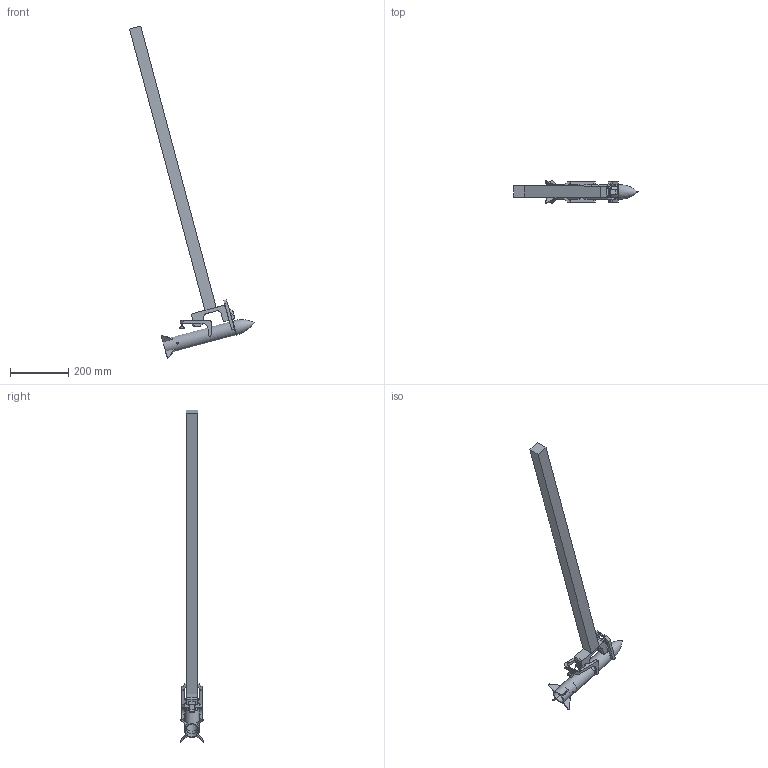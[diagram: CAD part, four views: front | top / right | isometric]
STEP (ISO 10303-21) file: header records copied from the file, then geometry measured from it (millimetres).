
FILE_DESCRIPTION(/* description */ ('Unknown'),/* implementation_level */ '2;1');
FILE_NAME(/* name */ 'a2_release_mechanism',/* time_stamp */ '2025-04-27T21:34:09+02:00',/* author */ ('Unknown'),/* organization */ ('Unknown'),/* preprocessor_version */ 'ST-DEVELOPER v19.4',/* originating_system */ 'Solid Edge',/* authorisation */ 'Unknown');
FILE_SCHEMA (('AUTOMOTIVE_DESIGN {1 0 10303 214 3 1 1}'));
Length unit declared in the file: millimetre
Products named in the file (11): a2_release_mechanism; rod_endpart; rocket_dummy; upper_rocket_clamp_left; a1_upper_rocket_clamp_left; upper_rocket_clamp_right; a1_upper_rocket_clamp_right; upper_clamp_release_pin; a1_upper_clamp_release_pin; rocket_dummy_nose_cone; attachment_wood_plank
Assembly tree (10 placements, depth 2):
  a2_release_mechanism
    rod_endpart
    rocket_dummy
    upper_rocket_clamp_left
    a1_upper_rocket_clamp_left
    upper_rocket_clamp_right
    a1_upper_rocket_clamp_right
    upper_clamp_release_pin
    a1_upper_clamp_release_pin
    rocket_dummy_nose_cone
    attachment_wood_plank
Bounding box: 428.55 x 80.97 x 1139.97 mm (x, y, z)
Volume: 2006277.2 mm3; surface area: 319507.9 mm2
Topology: 10 solids, 11 shells, 287 faces, 757 edges, 497 vertices
Faces by surface type: plane 163, cylinder 106, cone 10, bspline 4, sphere 2, torus 2
Full cylindrical faces by diameter (mm): 2 x2, 2.7 x4, 3.6 x4, 4.2 x8, 6 x2, 6.5 x4, 8 x4, 10 x4, 35 x1, 40 x1, 44 x3, 50 x2
Entity records: 8863 total; most frequent: CARTESIAN_POINT 1637, DIRECTION 1467, ORIENTED_EDGE 1344, EDGE_CURVE 672, AXIS2_PLACEMENT_3D 521, VERTEX_POINT 470, LINE 425, VECTOR 425
